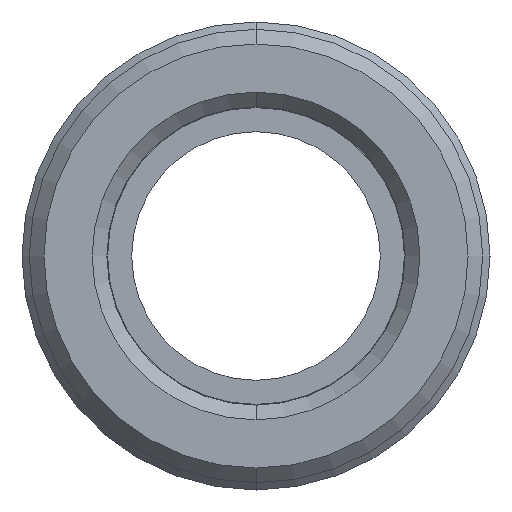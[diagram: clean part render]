
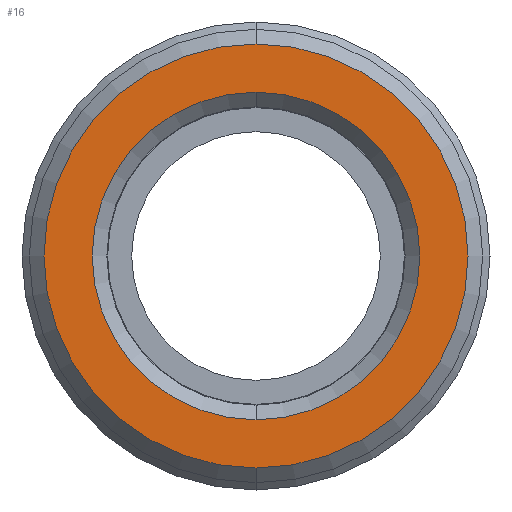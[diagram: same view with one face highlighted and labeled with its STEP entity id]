
A CAD part, front view. The second image highlights one B-rep face of the part: STEP entity #16.
In plain terms, the highlighted planar face has unit normal (0, -1, 0).
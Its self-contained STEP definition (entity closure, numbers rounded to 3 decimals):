
#15 = EDGE_LOOP ( 'NONE', ( #20, #17 ) ) ;
#16 = ADVANCED_FACE ( 'NONE', ( #448, #451 ), #450, .F. ) ;
#17 = ORIENTED_EDGE ( 'NONE', *, *, #21, .F. ) ;
#18 = ORIENTED_EDGE ( 'NONE', *, *, #23, .T. ) ;
#19 = EDGE_LOOP ( 'NONE', ( #22, #18 ) ) ;
#20 = ORIENTED_EDGE ( 'NONE', *, *, #232, .F. ) ;
#21 = EDGE_CURVE ( 'NONE', #185, #233, #429, .T. ) ;
#22 = ORIENTED_EDGE ( 'NONE', *, *, #246, .T. ) ;
#23 = EDGE_CURVE ( 'NONE', #237, #198, #463, .T. ) ;
#185 = VERTEX_POINT ( 'NONE', #918 ) ;
#198 = VERTEX_POINT ( 'NONE', #917 ) ;
#232 = EDGE_CURVE ( 'NONE', #233, #185, #875, .T. ) ;
#233 = VERTEX_POINT ( 'NONE', #872 ) ;
#237 = VERTEX_POINT ( 'NONE', #887 ) ;
#246 = EDGE_CURVE ( 'NONE', #198, #237, #788, .T. ) ;
#415 = DIRECTION ( 'NONE',  ( 0., 0., 1. ) ) ;
#416 = DIRECTION ( 'NONE',  ( 0., 1., 0. ) ) ;
#427 = CARTESIAN_POINT ( 'NONE',  ( 0., -18.9, 0. ) ) ;
#428 = AXIS2_PLACEMENT_3D ( 'NONE', #427, #416, #415 ) ;
#429 = CIRCLE ( 'NONE', #428, 7.25 ) ;
#432 = DIRECTION ( 'NONE',  ( 0., 0., 1. ) ) ;
#433 = DIRECTION ( 'NONE',  ( 0., 1., 0. ) ) ;
#434 = AXIS2_PLACEMENT_3D ( 'NONE', #449, #433, #432 ) ;
#448 = FACE_OUTER_BOUND ( 'NONE', #15, .T. ) ;
#449 = CARTESIAN_POINT ( 'NONE',  ( -7.25, -18.9, 0. ) ) ;
#450 = PLANE ( 'NONE',  #434 ) ;
#451 = FACE_BOUND ( 'NONE', #19, .T. ) ;
#455 = DIRECTION ( 'NONE',  ( 0., 1., 0. ) ) ;
#459 = CARTESIAN_POINT ( 'NONE',  ( 0., -18.9, 0. ) ) ;
#460 = AXIS2_PLACEMENT_3D ( 'NONE', #459, #455, #461 ) ;
#461 = DIRECTION ( 'NONE',  ( 0., 0., 1. ) ) ;
#463 = CIRCLE ( 'NONE', #460, 5.6 ) ;
#788 = CIRCLE ( 'NONE', #792, 5.6 ) ;
#791 = DIRECTION ( 'NONE',  ( 0., 1., 0. ) ) ;
#792 = AXIS2_PLACEMENT_3D ( 'NONE', #793, #791, #794 ) ;
#793 = CARTESIAN_POINT ( 'NONE',  ( 0., -18.9, 0. ) ) ;
#794 = DIRECTION ( 'NONE',  ( 0., 0., 1. ) ) ;
#865 = DIRECTION ( 'NONE',  ( 0., 1., 0. ) ) ;
#866 = CARTESIAN_POINT ( 'NONE',  ( 0., -18.9, 0. ) ) ;
#867 = AXIS2_PLACEMENT_3D ( 'NONE', #866, #865, #873 ) ;
#872 = CARTESIAN_POINT ( 'NONE',  ( 0., -18.9, 7.25 ) ) ;
#873 = DIRECTION ( 'NONE',  ( 0., 0., 1. ) ) ;
#875 = CIRCLE ( 'NONE', #867, 7.25 ) ;
#887 = CARTESIAN_POINT ( 'NONE',  ( 0., -18.9, 5.6 ) ) ;
#917 = CARTESIAN_POINT ( 'NONE',  ( 0., -18.9, -5.6 ) ) ;
#918 = CARTESIAN_POINT ( 'NONE',  ( 0., -18.9, -7.25 ) ) ;
